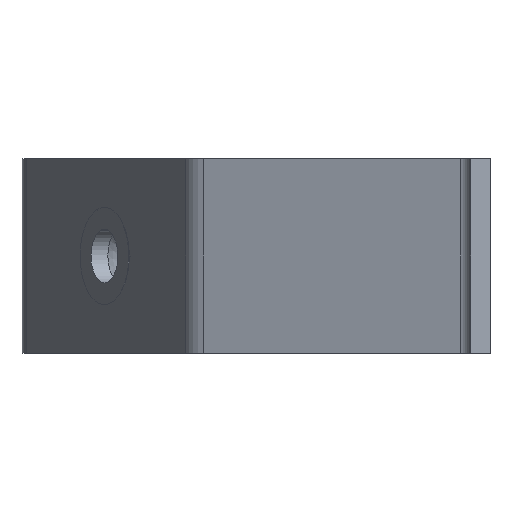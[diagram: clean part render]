
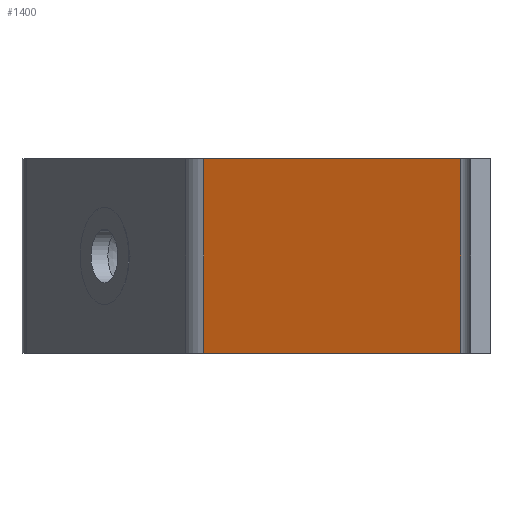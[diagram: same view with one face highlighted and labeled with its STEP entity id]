
A CAD part, front view. The second image highlights one B-rep face of the part: STEP entity #1400.
In plain terms, the highlighted planar face has unit normal (-0.342, -0.94, 0).
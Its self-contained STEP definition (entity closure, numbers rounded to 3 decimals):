
#8 = LINE ( 'NONE', #2067, #1208 ) ;
#55 = EDGE_CURVE ( 'NONE', #905, #917, #413, .T. ) ;
#58 = CARTESIAN_POINT ( 'NONE',  ( 47.613, -44.691, 0. ) ) ;
#192 = VERTEX_POINT ( 'NONE', #661 ) ;
#413 = LINE ( 'NONE', #1280, #1675 ) ;
#559 = DIRECTION ( 'NONE',  ( 0.94, -0.342, 0. ) ) ;
#661 = CARTESIAN_POINT ( 'NONE',  ( 21.197, -35.077, 20. ) ) ;
#715 = LINE ( 'NONE', #1954, #1099 ) ;
#861 = CARTESIAN_POINT ( 'NONE',  ( 47.613, -44.691, 20. ) ) ;
#905 = VERTEX_POINT ( 'NONE', #861 ) ;
#917 = VERTEX_POINT ( 'NONE', #58 ) ;
#948 = VECTOR ( 'NONE', #1995, 1000. ) ;
#957 = LINE ( 'NONE', #1116, #948 ) ;
#1014 = EDGE_CURVE ( 'NONE', #917, #1451, #957, .T. ) ;
#1018 = DIRECTION ( 'NONE',  ( 0., 0., -1. ) ) ;
#1099 = VECTOR ( 'NONE', #1605, 1000. ) ;
#1116 = CARTESIAN_POINT ( 'NONE',  ( 20., -34.641, 0. ) ) ;
#1184 = ORIENTED_EDGE ( 'NONE', *, *, #1235, .T. ) ;
#1208 = VECTOR ( 'NONE', #1018, 1000. ) ;
#1235 = EDGE_CURVE ( 'NONE', #192, #1451, #8, .T. ) ;
#1261 = FACE_OUTER_BOUND ( 'NONE', #1438, .T. ) ;
#1271 = CARTESIAN_POINT ( 'NONE',  ( 21.197, -35.077, 0. ) ) ;
#1280 = CARTESIAN_POINT ( 'NONE',  ( 47.613, -44.691, 20. ) ) ;
#1348 = EDGE_CURVE ( 'NONE', #905, #192, #715, .T. ) ;
#1362 = ORIENTED_EDGE ( 'NONE', *, *, #1014, .F. ) ;
#1400 = ADVANCED_FACE ( 'NONE', ( #1261 ), #1410, .T. ) ;
#1410 = PLANE ( 'NONE',  #1786 ) ;
#1438 = EDGE_LOOP ( 'NONE', ( #1362, #1571, #1521, #1184 ) ) ;
#1451 = VERTEX_POINT ( 'NONE', #1271 ) ;
#1521 = ORIENTED_EDGE ( 'NONE', *, *, #1348, .T. ) ;
#1571 = ORIENTED_EDGE ( 'NONE', *, *, #55, .F. ) ;
#1605 = DIRECTION ( 'NONE',  ( -0.94, 0.342, 0. ) ) ;
#1611 = DIRECTION ( 'NONE',  ( 0., 0., -1. ) ) ;
#1675 = VECTOR ( 'NONE', #1611, 1000. ) ;
#1786 = AXIS2_PLACEMENT_3D ( 'NONE', #1962, #2105, #559 ) ;
#1954 = CARTESIAN_POINT ( 'NONE',  ( 20., -34.641, 20. ) ) ;
#1962 = CARTESIAN_POINT ( 'NONE',  ( 20., -34.641, 20. ) ) ;
#1995 = DIRECTION ( 'NONE',  ( -0.94, 0.342, 0. ) ) ;
#2067 = CARTESIAN_POINT ( 'NONE',  ( 21.197, -35.077, 20. ) ) ;
#2105 = DIRECTION ( 'NONE',  ( -0.342, -0.94, 0. ) ) ;
